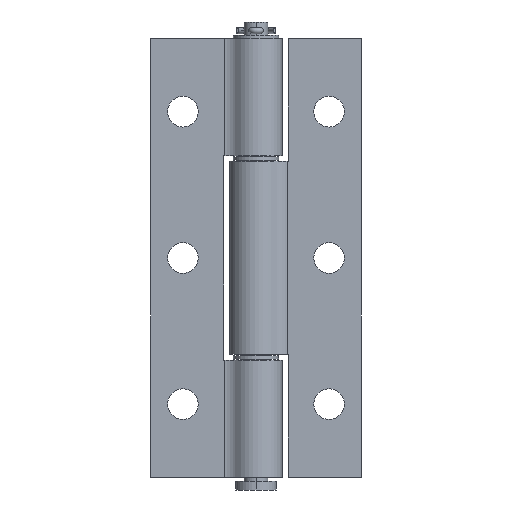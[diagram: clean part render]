
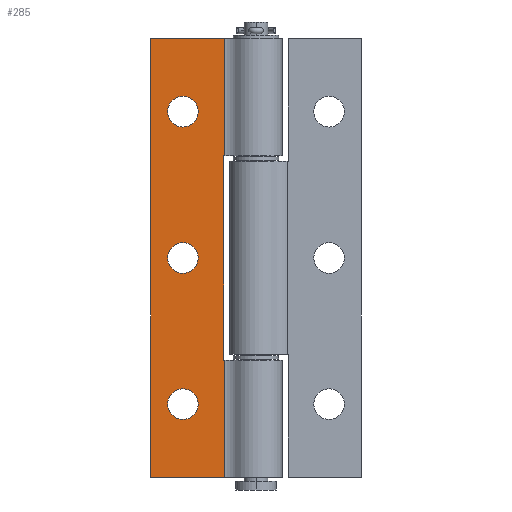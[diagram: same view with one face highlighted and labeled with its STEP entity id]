
A CAD part, front view. The second image highlights one B-rep face of the part: STEP entity #285.
In plain terms, the highlighted planar face has unit normal (0, -1, 0).
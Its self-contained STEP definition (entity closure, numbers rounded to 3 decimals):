
#8 = DIRECTION ( 'NONE',  ( 0., 1., 0. ) ) ;
#62 = DIRECTION ( 'NONE',  ( 0., 0., 1. ) ) ;
#126 = CARTESIAN_POINT ( 'NONE',  ( -25., -4.5, 50. ) ) ;
#285 = ADVANCED_FACE ( 'NONE', ( #2771, #2772, #2773, #2774 ), #1911, .F. ) ;
#303 = EDGE_CURVE ( 'NONE', #2351, #2350, #2785, .T. ) ;
#483 = CARTESIAN_POINT ( 'NONE',  ( -36., -4.5, 75. ) ) ;
#499 = DIRECTION ( 'NONE',  ( 0., 0., 1. ) ) ;
#502 = DIRECTION ( 'NONE',  ( 1., 0., 0. ) ) ;
#540 = CIRCLE ( 'NONE', #828, 5.25 ) ;
#542 = VECTOR ( 'NONE', #1344, 1000. ) ;
#573 = AXIS2_PLACEMENT_3D ( 'NONE', #1310, #1309, #1308 ) ;
#615 = AXIS2_PLACEMENT_3D ( 'NONE', #126, #8, #62 ) ;
#645 = VECTOR ( 'NONE', #1346, 1000. ) ;
#687 = CIRCLE ( 'NONE', #888, 5.25 ) ;
#694 = CIRCLE ( 'NONE', #879, 5.25 ) ;
#695 = VECTOR ( 'NONE', #1348, 1000. ) ;
#735 = VECTOR ( 'NONE', #1357, 1000. ) ;
#776 = AXIS2_PLACEMENT_3D ( 'NONE', #1334, #1333, #1332 ) ;
#828 = AXIS2_PLACEMENT_3D ( 'NONE', #1392, #1390, #1388 ) ;
#856 = CIRCLE ( 'NONE', #776, 5.25 ) ;
#861 = VECTOR ( 'NONE', #3505, 1000. ) ;
#863 = VECTOR ( 'NONE', #502, 1000. ) ;
#866 = CIRCLE ( 'NONE', #573, 5.25 ) ;
#869 = CIRCLE ( 'NONE', #615, 5.25 ) ;
#879 = AXIS2_PLACEMENT_3D ( 'NONE', #1300, #1299, #1298 ) ;
#885 = VECTOR ( 'NONE', #1319, 1000. ) ;
#888 = AXIS2_PLACEMENT_3D ( 'NONE', #3568, #3555, #499 ) ;
#913 = AXIS2_PLACEMENT_3D ( 'NONE', #1910, #1909, #1908 ) ;
#1080 = VECTOR ( 'NONE', #1869, 1000. ) ;
#1298 = DIRECTION ( 'NONE',  ( 0., 0., 1. ) ) ;
#1299 = DIRECTION ( 'NONE',  ( 0., 1., 0. ) ) ;
#1300 = CARTESIAN_POINT ( 'NONE',  ( -25., -4.5, 0. ) ) ;
#1308 = DIRECTION ( 'NONE',  ( 0., 0., 1. ) ) ;
#1309 = DIRECTION ( 'NONE',  ( 0., 1., 0. ) ) ;
#1310 = CARTESIAN_POINT ( 'NONE',  ( -25., -4.5, 0. ) ) ;
#1319 = DIRECTION ( 'NONE',  ( 1., 0., 0. ) ) ;
#1320 = CARTESIAN_POINT ( 'NONE',  ( -36., -4.5, -75. ) ) ;
#1332 = DIRECTION ( 'NONE',  ( 0., 0., 1. ) ) ;
#1333 = DIRECTION ( 'NONE',  ( 0., 1., 0. ) ) ;
#1334 = CARTESIAN_POINT ( 'NONE',  ( -25., -4.5, 50. ) ) ;
#1344 = DIRECTION ( 'NONE',  ( 0., 0., -1. ) ) ;
#1345 = CARTESIAN_POINT ( 'NONE',  ( -10.712, -4.5, 75. ) ) ;
#1346 = DIRECTION ( 'NONE',  ( -1., 0., 0. ) ) ;
#1347 = CARTESIAN_POINT ( 'NONE',  ( -36., -4.5, -35. ) ) ;
#1348 = DIRECTION ( 'NONE',  ( 1., 0., 0. ) ) ;
#1349 = CARTESIAN_POINT ( 'NONE',  ( -36., -4.5, 35. ) ) ;
#1357 = DIRECTION ( 'NONE',  ( 0., 0., -1. ) ) ;
#1359 = CARTESIAN_POINT ( 'NONE',  ( -36., -4.5, 75. ) ) ;
#1388 = DIRECTION ( 'NONE',  ( 0., 0., 1. ) ) ;
#1390 = DIRECTION ( 'NONE',  ( 0., 1., 0. ) ) ;
#1392 = CARTESIAN_POINT ( 'NONE',  ( -25., -4.5, -50. ) ) ;
#1502 = CARTESIAN_POINT ( 'NONE',  ( -25., -4.5, -55.25 ) ) ;
#1506 = CARTESIAN_POINT ( 'NONE',  ( -25., -4.5, -44.75 ) ) ;
#1520 = CARTESIAN_POINT ( 'NONE',  ( -25., -4.5, -5.25 ) ) ;
#1522 = CARTESIAN_POINT ( 'NONE',  ( -25., -4.5, 5.25 ) ) ;
#1530 = CARTESIAN_POINT ( 'NONE',  ( -25., -4.5, 44.75 ) ) ;
#1531 = CARTESIAN_POINT ( 'NONE',  ( -25., -4.5, 55.25 ) ) ;
#1582 = CARTESIAN_POINT ( 'NONE',  ( -10.712, -4.5, 75. ) ) ;
#1588 = CARTESIAN_POINT ( 'NONE',  ( -10.712, -4.5, 35. ) ) ;
#1596 = CARTESIAN_POINT ( 'NONE',  ( -36., -4.5, 75. ) ) ;
#1618 = CARTESIAN_POINT ( 'NONE',  ( -10.712, -4.5, -75. ) ) ;
#1620 = CARTESIAN_POINT ( 'NONE',  ( -36., -4.5, -75. ) ) ;
#1625 = CARTESIAN_POINT ( 'NONE',  ( -11., -4.5, -35. ) ) ;
#1628 = CARTESIAN_POINT ( 'NONE',  ( -11., -4.5, 35. ) ) ;
#1630 = CARTESIAN_POINT ( 'NONE',  ( -10.712, -4.5, -35. ) ) ;
#1869 = DIRECTION ( 'NONE',  ( 0., 0., -1. ) ) ;
#1870 = CARTESIAN_POINT ( 'NONE',  ( -10.712, -4.5, 75. ) ) ;
#1908 = DIRECTION ( 'NONE',  ( 0., 0., 1. ) ) ;
#1909 = DIRECTION ( 'NONE',  ( 0., 1., 0. ) ) ;
#1910 = CARTESIAN_POINT ( 'NONE',  ( -36., -4.5, 75. ) ) ;
#1911 = PLANE ( 'NONE',  #913 ) ;
#2172 = ORIENTED_EDGE ( 'NONE', *, *, #303, .F. ) ;
#2174 = ORIENTED_EDGE ( 'NONE', *, *, #3628, .T. ) ;
#2176 = ORIENTED_EDGE ( 'NONE', *, *, #3617, .T. ) ;
#2177 = ORIENTED_EDGE ( 'NONE', *, *, #3620, .T. ) ;
#2180 = ORIENTED_EDGE ( 'NONE', *, *, #3737, .T. ) ;
#2182 = ORIENTED_EDGE ( 'NONE', *, *, #3635, .T. ) ;
#2185 = ORIENTED_EDGE ( 'NONE', *, *, #3621, .F. ) ;
#2190 = ORIENTED_EDGE ( 'NONE', *, *, #3735, .T. ) ;
#2191 = ORIENTED_EDGE ( 'NONE', *, *, #3654, .T. ) ;
#2199 = ORIENTED_EDGE ( 'NONE', *, *, #3625, .T. ) ;
#2220 = ORIENTED_EDGE ( 'NONE', *, *, #3619, .T. ) ;
#2228 = ORIENTED_EDGE ( 'NONE', *, *, #3745, .F. ) ;
#2246 = ORIENTED_EDGE ( 'NONE', *, *, #3611, .T. ) ;
#2255 = ORIENTED_EDGE ( 'NONE', *, *, #3631, .T. ) ;
#2339 = VERTEX_POINT ( 'NONE', #1630 ) ;
#2340 = VERTEX_POINT ( 'NONE', #1628 ) ;
#2341 = VERTEX_POINT ( 'NONE', #1625 ) ;
#2343 = VERTEX_POINT ( 'NONE', #1620 ) ;
#2344 = VERTEX_POINT ( 'NONE', #1618 ) ;
#2347 = VERTEX_POINT ( 'NONE', #1596 ) ;
#2350 = VERTEX_POINT ( 'NONE', #1588 ) ;
#2351 = VERTEX_POINT ( 'NONE', #1582 ) ;
#2370 = VERTEX_POINT ( 'NONE', #1531 ) ;
#2371 = VERTEX_POINT ( 'NONE', #1530 ) ;
#2376 = VERTEX_POINT ( 'NONE', #1522 ) ;
#2377 = VERTEX_POINT ( 'NONE', #1520 ) ;
#2382 = VERTEX_POINT ( 'NONE', #1506 ) ;
#2383 = VERTEX_POINT ( 'NONE', #1502 ) ;
#2581 = EDGE_LOOP ( 'NONE', ( #2180, #2246 ) ) ;
#2582 = EDGE_LOOP ( 'NONE', ( #2182, #2255 ) ) ;
#2583 = EDGE_LOOP ( 'NONE', ( #2199, #2191 ) ) ;
#2584 = EDGE_LOOP ( 'NONE', ( #2190, #2220, #2172, #2228, #2176, #2174, #2185, #2177 ) ) ;
#2771 = FACE_BOUND ( 'NONE', #2581, .T. ) ;
#2772 = FACE_BOUND ( 'NONE', #2582, .T. ) ;
#2773 = FACE_BOUND ( 'NONE', #2583, .T. ) ;
#2774 = FACE_OUTER_BOUND ( 'NONE', #2584, .T. ) ;
#2785 = LINE ( 'NONE', #1870, #1080 ) ;
#2930 = LINE ( 'NONE', #1359, #735 ) ;
#2932 = LINE ( 'NONE', #1349, #695 ) ;
#2933 = LINE ( 'NONE', #1347, #645 ) ;
#2934 = LINE ( 'NONE', #1345, #542 ) ;
#2935 = LINE ( 'NONE', #1320, #885 ) ;
#2978 = LINE ( 'NONE', #3589, #861 ) ;
#2985 = LINE ( 'NONE', #483, #863 ) ;
#3505 = DIRECTION ( 'NONE',  ( 0., 0., 1. ) ) ;
#3555 = DIRECTION ( 'NONE',  ( 0., 1., 0. ) ) ;
#3568 = CARTESIAN_POINT ( 'NONE',  ( -25., -4.5, -50. ) ) ;
#3589 = CARTESIAN_POINT ( 'NONE',  ( -11., -4.5, 75. ) ) ;
#3611 = EDGE_CURVE ( 'NONE', #2383, #2382, #540, .T. ) ;
#3617 = EDGE_CURVE ( 'NONE', #2347, #2343, #2930, .T. ) ;
#3619 = EDGE_CURVE ( 'NONE', #2340, #2350, #2932, .T. ) ;
#3620 = EDGE_CURVE ( 'NONE', #2339, #2341, #2933, .T. ) ;
#3621 = EDGE_CURVE ( 'NONE', #2339, #2344, #2934, .T. ) ;
#3625 = EDGE_CURVE ( 'NONE', #2370, #2371, #856, .T. ) ;
#3628 = EDGE_CURVE ( 'NONE', #2343, #2344, #2935, .T. ) ;
#3631 = EDGE_CURVE ( 'NONE', #2377, #2376, #866, .T. ) ;
#3635 = EDGE_CURVE ( 'NONE', #2376, #2377, #694, .T. ) ;
#3654 = EDGE_CURVE ( 'NONE', #2371, #2370, #869, .T. ) ;
#3735 = EDGE_CURVE ( 'NONE', #2341, #2340, #2978, .T. ) ;
#3737 = EDGE_CURVE ( 'NONE', #2382, #2383, #687, .T. ) ;
#3745 = EDGE_CURVE ( 'NONE', #2347, #2351, #2985, .T. ) ;
